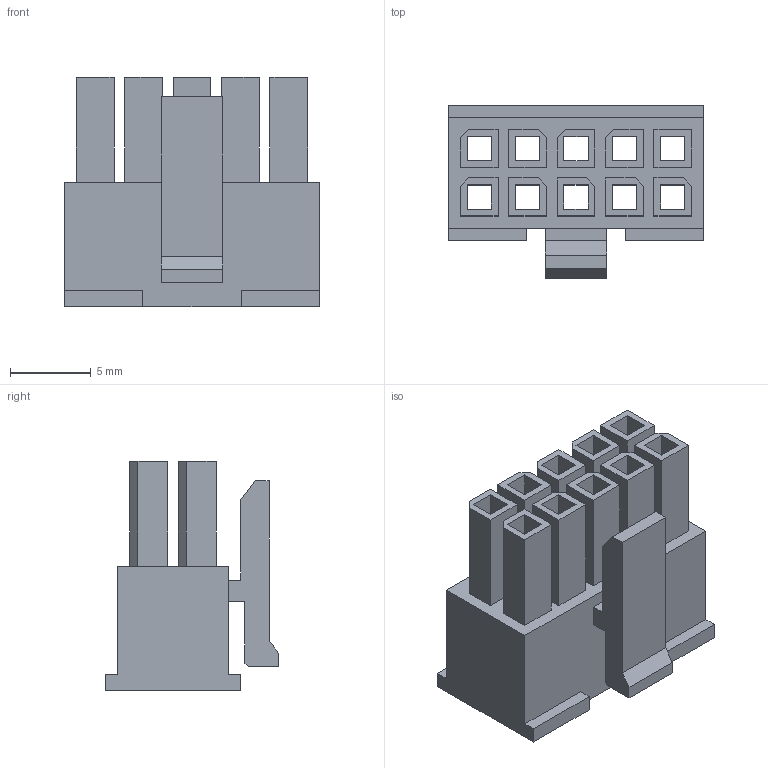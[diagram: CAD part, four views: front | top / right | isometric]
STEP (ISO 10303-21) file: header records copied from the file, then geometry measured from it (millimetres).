
FILE_DESCRIPTION (( 'STEP AP214' ), '1' );
FILE_NAME ('FHG30001-D10M2K6B-REF .STEP', '2025-07-23T07:48:37', ( '' ), ( '' ), 'SwSTEP 2.0', 'SolidWorks 2021', '' );
FILE_SCHEMA (( 'AUTOMOTIVE_DESIGN' ));
Length unit declared in the file: millimetre
Products named in the file (1): FHG30001-D10M2K6B-REF 
Bounding box: 15.85 x 10.74 x 14.2 mm (x, y, z)
Volume: 846.4 mm3; surface area: 2281.2 mm2
Topology: 1 solids, 1 shells, 216 faces, 539 edges, 346 vertices
Faces by surface type: plane 216
Entity records: 6317 total; most frequent: CARTESIAN_POINT 1102, ORIENTED_EDGE 1078, DIRECTION 973, LINE 539, EDGE_CURVE 539, VECTOR 539, VERTEX_POINT 346, EDGE_LOOP 257
